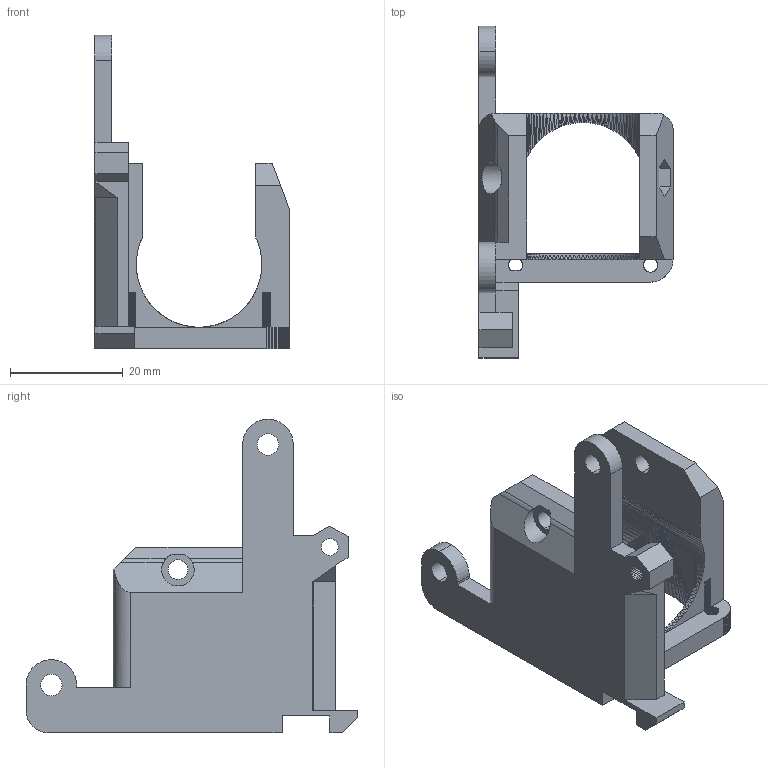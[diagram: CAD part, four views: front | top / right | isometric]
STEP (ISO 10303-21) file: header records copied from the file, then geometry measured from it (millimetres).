
FILE_DESCRIPTION (( 'STEP AP214' ), '1' );
FILE_NAME ('E3D_integrated_fan_fastener.STEP', '2016-09-28T14:06:19', ( '' ), ( '' ), 'SwSTEP 2.0', 'SolidWorks 2015', '' );
FILE_SCHEMA (( 'AUTOMOTIVE_DESIGN' ));
Length unit declared in the file: millimetre
Products named in the file (1): E3D_integrated_fan_fastener
Bounding box: 34.5 x 59 x 55.75 mm (x, y, z)
Volume: 13487.2 mm3; surface area: 8109.7 mm2
Topology: 1 solids, 1 shells, 1328 faces, 2798 edges, 1472 vertices
Faces by surface type: plane 1311, cylinder 17
Entity records: 47429 total; most frequent: CARTESIAN_POINT 5632, ORIENTED_EDGE 5596, DIRECTION 5474, EDGE_CURVE 2798, VECTOR 2760, LINE 2760, VERTEX_POINT 1472, AXIS2_PLACEMENT_3D 1357
